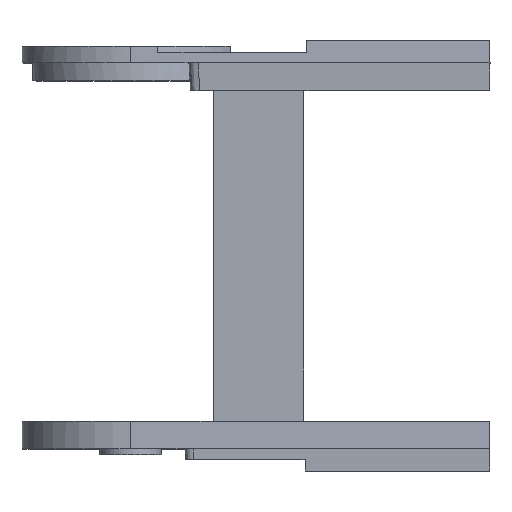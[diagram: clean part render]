
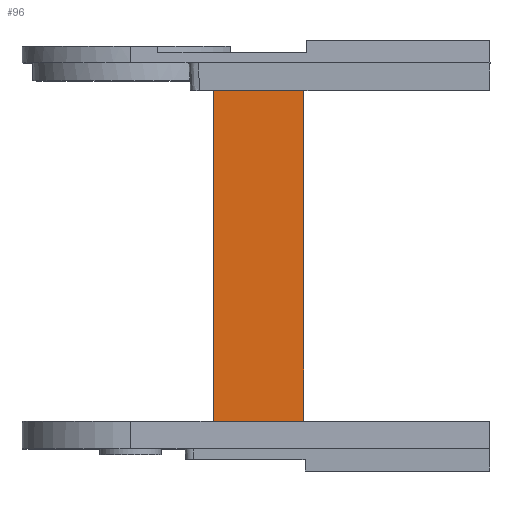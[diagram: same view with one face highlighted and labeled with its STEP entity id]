
A CAD part, top view. The second image highlights one B-rep face of the part: STEP entity #96.
In plain terms, the highlighted planar face has unit normal (0, 0, 1).
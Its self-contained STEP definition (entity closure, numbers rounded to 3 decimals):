
#96=ADVANCED_FACE('',(#169),#1191,.T.);
#169=FACE_OUTER_BOUND('',#253,.T.);
#253=EDGE_LOOP('',(#587,#588,#589,#590));
#587=ORIENTED_EDGE('',*,*,#792,.T.);
#588=ORIENTED_EDGE('',*,*,#796,.T.);
#589=ORIENTED_EDGE('',*,*,#793,.F.);
#590=ORIENTED_EDGE('',*,*,#809,.F.);
#792=EDGE_CURVE('',#1119,#1110,#977,.T.);
#793=EDGE_CURVE('',#1120,#1111,#978,.T.);
#796=EDGE_CURVE('',#1110,#1111,#981,.T.);
#809=EDGE_CURVE('',#1119,#1120,#994,.T.);
#977=B_SPLINE_CURVE_WITH_KNOTS('',1,(#2491,#2492),.UNSPECIFIED.,.F.,.F.,
(2,2),(-260.977,-134.577),.UNSPECIFIED.);
#978=B_SPLINE_CURVE_WITH_KNOTS('',1,(#2493,#2494),.UNSPECIFIED.,.F.,.F.,
(2,2),(-260.977,-134.577),.UNSPECIFIED.);
#981=B_SPLINE_CURVE_WITH_KNOTS('',1,(#2499,#2500),.UNSPECIFIED.,.F.,.F.,
(2,2),(0.,34.),.UNSPECIFIED.);
#994=B_SPLINE_CURVE_WITH_KNOTS('',1,(#2525,#2526),.UNSPECIFIED.,.F.,.F.,
(2,2),(0.,34.),.UNSPECIFIED.);
#1110=VERTEX_POINT('',#1878);
#1111=VERTEX_POINT('',#1879);
#1119=VERTEX_POINT('',#1887);
#1120=VERTEX_POINT('',#1888);
#1191=PLANE('',#1257);
#1257=AXIS2_PLACEMENT_3D('',#1725,#1306,$);
#1306=DIRECTION('',(0.,0.,1.));
#1725=CARTESIAN_POINT('',(17.,-61.8,75.587));
#1878=CARTESIAN_POINT('',(17.,63.2,75.587));
#1879=CARTESIAN_POINT('',(-17.,63.2,75.587));
#1887=CARTESIAN_POINT('',(17.,-61.8,75.587));
#1888=CARTESIAN_POINT('',(-17.,-61.8,75.587));
#2491=CARTESIAN_POINT('',(17.,-61.8,75.587));
#2492=CARTESIAN_POINT('',(17.,63.2,75.587));
#2493=CARTESIAN_POINT('',(-17.,-61.8,75.587));
#2494=CARTESIAN_POINT('',(-17.,63.2,75.587));
#2499=CARTESIAN_POINT('',(17.,63.2,75.587));
#2500=CARTESIAN_POINT('',(-17.,63.2,75.587));
#2525=CARTESIAN_POINT('',(17.,-61.8,75.587));
#2526=CARTESIAN_POINT('',(-17.,-61.8,75.587));
